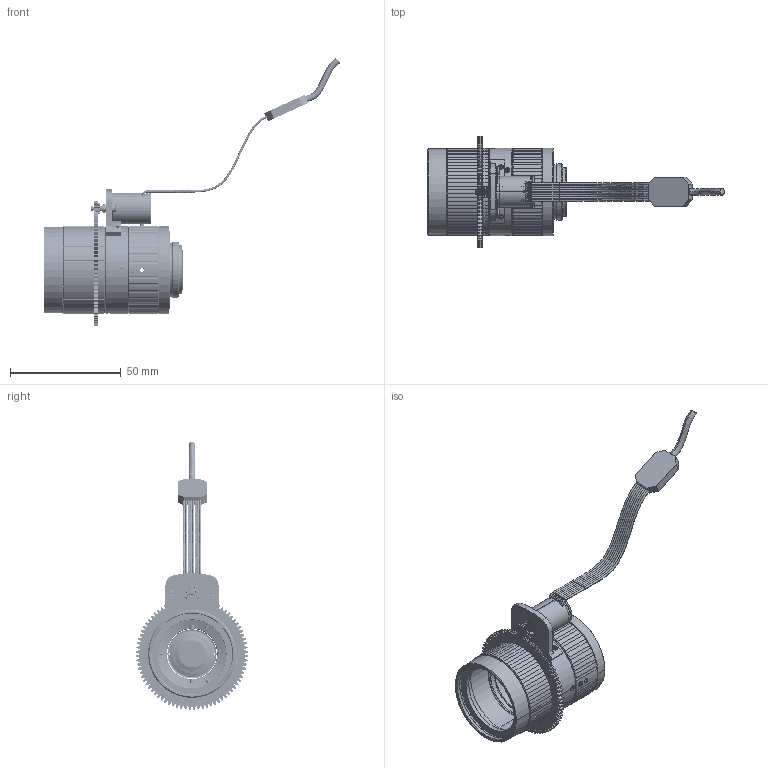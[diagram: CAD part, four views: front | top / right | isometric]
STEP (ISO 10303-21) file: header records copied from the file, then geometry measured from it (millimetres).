
FILE_DESCRIPTION(('FreeCAD Model'),'2;1');
FILE_NAME('Open CASCADE Shape Model','2025-01-22T14:42:58',('Author'),( ''),'Open CASCADE STEP processor 7.8','FreeCAD','Unknown');
FILE_SCHEMA(('AUTOMOTIVE_DESIGN { 1 0 10303 214 1 1 1 1 }'));
Length unit declared in the file: millimetre
Products named in the file (130): VA-LCM-5MP-50MM-F1.4-015-AF; 503_AF0; COMPOUND004; COMPOUND; COMPOUND001; COMPOUND002; COMPOUND003; COMPOUND011; COMPOUND005; COMPOUND006; COMPOUND007; COMPOUND008; COMPOUND009; COMPOUND010; 202_AF0_ASM; 502_AF007; 502_AF0; 502_AF001; 502_AF002; 502_AF003; 502_AF004; 502_AF005; 502_AF006; JD20202002_AF0; JD20202002_AF1; 514_AF0; 201_AF0_ASM; 501_AF002; 501_AF0; 501_AF001; 511_AF0; 504_AF0; 505_AF0; SOLID; COMPOUND019; COMPOUND012; COMPOUND013; COMPOUND014; COMPOUND015; COMPOUND016 ...
Assembly tree (133 placements, depth 5):
  VA-LCM-5MP-50MM-F1.4-015-AF
    503_AF0
      COMPOUND004
        COMPOUND
        COMPOUND001
        COMPOUND002
        COMPOUND003
      COMPOUND011
        COMPOUND005
        COMPOUND006
        COMPOUND007
        COMPOUND008
        COMPOUND009
        COMPOUND010
    202_AF0_ASM
      502_AF007
        502_AF0
        502_AF001
        502_AF002
        502_AF003
        502_AF004
        502_AF005
        502_AF006
      JD20202002_AF0
      JD20202002_AF1
      514_AF0
      201_AF0_ASM
        501_AF002
          501_AF0
          501_AF001
        511_AF0
    504_AF0
    505_AF0
      SOLID
      COMPOUND019
        COMPOUND012
        COMPOUND013
        COMPOUND014
        COMPOUND015
        COMPOUND016
        COMPOUND017
        COMPOUND018
    M14302001_AF3
    JD20302002_AF0
      SOLID001
      SHELL
    JD20302002_AF1
      SOLID002
      SHELL001
    506_AF0
      SOLID003
      COMPOUND025
        COMPOUND020
        COMPOUND021
        COMPOUND022
        COMPOUND023
        COMPOUND024
    541_AF0
      SOLID004
      SHELL002
Bounding box: 134.01 x 50.48 x 120.83 mm (x, y, z)
Volume: 24263.4 mm3; surface area: 41311.1 mm2
Topology: 73 solids, 109 shells, 3399 faces, 9750 edges, 6288 vertices
Faces by surface type: cylinder 1162, plane 1005, cone 420, sphere 220, torus 212, extrusion 198, bspline 182
Entity records: 169203 total; most frequent: CARTESIAN_POINT 87853, ORIENTED_EDGE 17340, DIRECTION 14941, EDGE_CURVE 8759, VERTEX_POINT 5791, AXIS2_PLACEMENT_3D 5583, VECTOR 3775, LINE 3577
